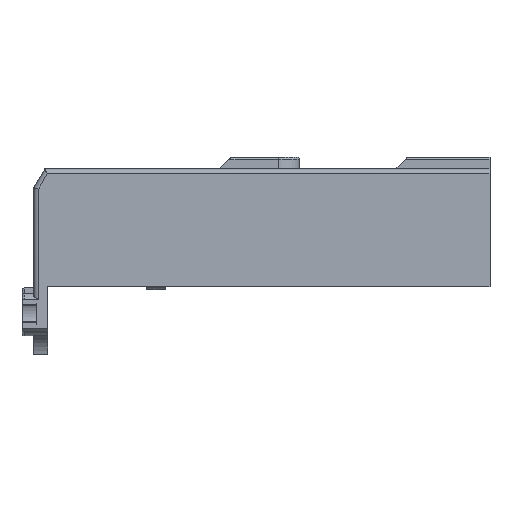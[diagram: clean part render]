
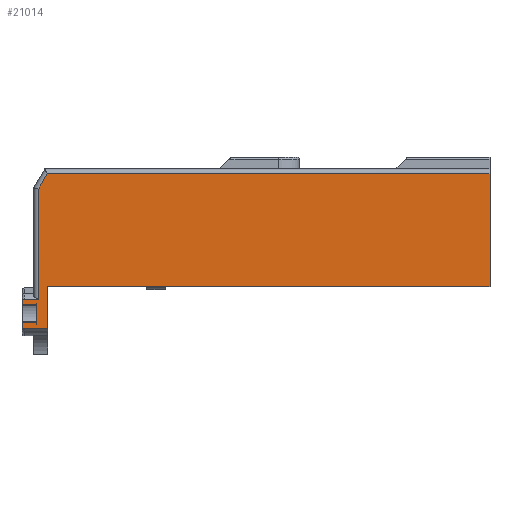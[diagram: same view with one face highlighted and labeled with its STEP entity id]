
A CAD part, front view. The second image highlights one B-rep face of the part: STEP entity #21014.
In plain terms, the highlighted planar face has unit normal (0, -1, 0).
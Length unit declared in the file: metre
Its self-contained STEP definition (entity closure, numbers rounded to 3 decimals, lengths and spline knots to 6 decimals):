
#681=DIRECTION('',(-1.,0.,0.));
#682=VECTOR('',#681,0.005);
#683=CARTESIAN_POINT('',(-0.0255,0.,-0.020637));
#684=LINE('',#683,#682);
#708=DIRECTION('',(0.,0.,1.));
#709=VECTOR('',#708,0.000438);
#710=CARTESIAN_POINT('',(-0.031,0.,-0.015616));
#711=LINE('',#710,#709);
#732=DIRECTION('',(0.,0.,1.));
#733=VECTOR('',#732,0.000437);
#734=CARTESIAN_POINT('',(-0.031,0.,-0.019822));
#735=LINE('',#734,#733);
#811=DIRECTION('',(1.,0.,0.));
#812=VECTOR('',#811,0.003);
#813=CARTESIAN_POINT('',(-0.0305,0.,-0.014363));
#814=LINE('',#813,#812);
#819=DIRECTION('',(0.,0.,1.));
#820=VECTOR('',#819,0.023395);
#821=CARTESIAN_POINT('',(-0.0275,0.,-0.014363));
#822=LINE('',#821,#820);
#844=DIRECTION('',(-0.5,0.,-0.866));
#845=VECTOR('',#844,0.003774);
#846=CARTESIAN_POINT('',(-0.025613,0.,0.0123));
#847=LINE('',#846,#845);
#848=DIRECTION('',(0.,0.,1.));
#849=VECTOR('',#848,0.024);
#850=CARTESIAN_POINT('',(0.0685,0.,-0.0117));
#851=LINE('',#850,#849);
#852=DIRECTION('',(0.,0.,1.));
#853=VECTOR('',#852,0.008937);
#854=CARTESIAN_POINT('',(-0.0255,0.,-0.020637));
#855=LINE('',#854,#853);
#856=CARTESIAN_POINT('',(-0.031,0.,-0.019822));
#857=CARTESIAN_POINT('',(-0.031,0.,-0.019911));
#858=CARTESIAN_POINT('',(-0.030986,0.,-0.020079));
#859=CARTESIAN_POINT('',(-0.030921,0.,-0.020303));
#860=CARTESIAN_POINT('',(-0.030815,0.,-0.020486));
#861=CARTESIAN_POINT('',(-0.030664,0.,-0.02061));
#862=CARTESIAN_POINT('',(-0.030557,0.,-0.020637));
#863=CARTESIAN_POINT('',(-0.0305,0.,-0.020637));
#12247=DIRECTION('',(0.,0.,1.));
#12248=VECTOR('',#12247,0.003768);
#12249=CARTESIAN_POINT('',(-0.028,0.,-0.019384));
#12250=LINE('',#12249,#12248);
#12309=DIRECTION('',(-1.,0.,0.));
#12310=VECTOR('',#12309,0.003);
#12311=CARTESIAN_POINT('',(-0.028,0.,-0.015616));
#12312=LINE('',#12311,#12310);
#12330=DIRECTION('',(1.,0.,0.));
#12331=VECTOR('',#12330,0.003);
#12332=CARTESIAN_POINT('',(-0.031,0.,-0.019384));
#12333=LINE('',#12332,#12331);
#12414=DIRECTION('',(-1.,0.,0.));
#12415=VECTOR('',#12414,0.094);
#12416=CARTESIAN_POINT('',(0.0685,0.,-0.0117));
#12417=LINE('',#12416,#12415);
#14862=DIRECTION('',(1.,0.,0.));
#14863=VECTOR('',#14862,0.094113);
#14864=CARTESIAN_POINT('',(-0.025613,0.,0.0123));
#14865=LINE('',#14864,#14863);
#14901=CARTESIAN_POINT('',(-0.031,0.,-0.015178));
#14902=CARTESIAN_POINT('',(-0.031,0.,-0.015091));
#14903=CARTESIAN_POINT('',(-0.030986,0.,-0.014926));
#14904=CARTESIAN_POINT('',(-0.030924,0.,-0.014704));
#14905=CARTESIAN_POINT('',(-0.030822,0.,-0.014523));
#14906=CARTESIAN_POINT('',(-0.030669,0.,-0.014392));
#14907=CARTESIAN_POINT('',(-0.030559,0.,-0.014363));
#14908=CARTESIAN_POINT('',(-0.0305,0.,-0.014363));
#15935=CARTESIAN_POINT('',(0.0685,0.,-0.0117));
#15936=VERTEX_POINT('',#15935);
#15937=CARTESIAN_POINT('',(0.0685,0.,0.0123));
#15938=VERTEX_POINT('',#15937);
#17759=CARTESIAN_POINT('',(-0.0255,0.,-0.020637));
#17760=VERTEX_POINT('',#17759);
#17761=CARTESIAN_POINT('',(-0.0255,0.,-0.0117));
#17762=VERTEX_POINT('',#17761);
#18381=CARTESIAN_POINT('',(-0.0305,0.,-0.020637));
#18383=VERTEX_POINT('',#18381);
#18386=VERTEX_POINT('',#856);
#18392=CARTESIAN_POINT('',(-0.025613,0.,0.0123));
#18393=VERTEX_POINT('',#18392);
#18394=CARTESIAN_POINT('',(-0.031,0.,-0.019384));
#18395=VERTEX_POINT('',#18394);
#18396=CARTESIAN_POINT('',(-0.028,0.,-0.019384));
#18397=VERTEX_POINT('',#18396);
#18398=CARTESIAN_POINT('',(-0.028,0.,-0.015616));
#18399=VERTEX_POINT('',#18398);
#18400=CARTESIAN_POINT('',(-0.031,0.,-0.015616));
#18401=VERTEX_POINT('',#18400);
#18402=CARTESIAN_POINT('',(-0.031,0.,-0.015178));
#18403=VERTEX_POINT('',#18402);
#18404=VERTEX_POINT('',#14908);
#18405=CARTESIAN_POINT('',(-0.0275,0.,-0.014363));
#18406=VERTEX_POINT('',#18405);
#18407=CARTESIAN_POINT('',(-0.0275,0.,0.009032));
#18408=VERTEX_POINT('',#18407);
#20983=CARTESIAN_POINT('',(0.0685,0.,0.0133));
#20984=DIRECTION('',(0.,-1.,0.));
#20985=DIRECTION('',(0.,0.,1.));
#20986=AXIS2_PLACEMENT_3D('',#20983,#20984,#20985);
#20987=PLANE('',#20986);
#20989=ORIENTED_EDGE('',*,*,#20988,.F.);
#20991=ORIENTED_EDGE('',*,*,#20990,.T.);
#20993=ORIENTED_EDGE('',*,*,#20992,.F.);
#20995=ORIENTED_EDGE('',*,*,#20994,.T.);
#20997=ORIENTED_EDGE('',*,*,#20996,.F.);
#20998=ORIENTED_EDGE('',*,*,#20742,.T.);
#20999=ORIENTED_EDGE('',*,*,#20768,.F.);
#21000=ORIENTED_EDGE('',*,*,#20819,.T.);
#21002=ORIENTED_EDGE('',*,*,#21001,.T.);
#21004=ORIENTED_EDGE('',*,*,#21003,.T.);
#21006=ORIENTED_EDGE('',*,*,#21005,.T.);
#21007=ORIENTED_EDGE('',*,*,#20799,.T.);
#21009=ORIENTED_EDGE('',*,*,#21008,.T.);
#21010=ORIENTED_EDGE('',*,*,#20946,.T.);
#21011=ORIENTED_EDGE('',*,*,#20967,.T.);
#21012=EDGE_LOOP('',(#20989,#20991,#20993,#20995,#20997,#20998,#20999,#21000,
#21002,#21004,#21006,#21007,#21009,#21010,#21011));
#21013=FACE_OUTER_BOUND('',#21012,.F.);
#21014=ADVANCED_FACE('',(#21013),#20987,.T.);
#864=B_SPLINE_CURVE_WITH_KNOTS('',3,(#856,#857,#858,#859,#860,#861,#862,#863),
.UNSPECIFIED.,.F.,.F.,(4,1,1,1,1,4),(0.,0.2,0.4,0.6,0.8,1.),
.UNSPECIFIED.);
#14909=B_SPLINE_CURVE_WITH_KNOTS('',3,(#14901,#14902,#14903,#14904,#14905,
#14906,#14907,#14908),.UNSPECIFIED.,.F.,.F.,(4,1,1,1,1,4),(0.,0.2,0.4,
0.6,0.8,1.),.UNSPECIFIED.);
#20742=EDGE_CURVE('',#17760,#18383,#684,.T.);
#20768=EDGE_CURVE('',#18386,#18383,#864,.T.);
#20799=EDGE_CURVE('',#18401,#18403,#711,.T.);
#20819=EDGE_CURVE('',#18386,#18395,#735,.T.);
#20946=EDGE_CURVE('',#18404,#18406,#814,.T.);
#20967=EDGE_CURVE('',#18406,#18408,#822,.T.);
#20988=EDGE_CURVE('',#18393,#18408,#847,.T.);
#20990=EDGE_CURVE('',#18393,#15938,#14865,.T.);
#20992=EDGE_CURVE('',#15936,#15938,#851,.T.);
#20994=EDGE_CURVE('',#15936,#17762,#12417,.T.);
#20996=EDGE_CURVE('',#17760,#17762,#855,.T.);
#21001=EDGE_CURVE('',#18395,#18397,#12333,.T.);
#21003=EDGE_CURVE('',#18397,#18399,#12250,.T.);
#21005=EDGE_CURVE('',#18399,#18401,#12312,.T.);
#21008=EDGE_CURVE('',#18403,#18404,#14909,.T.);
